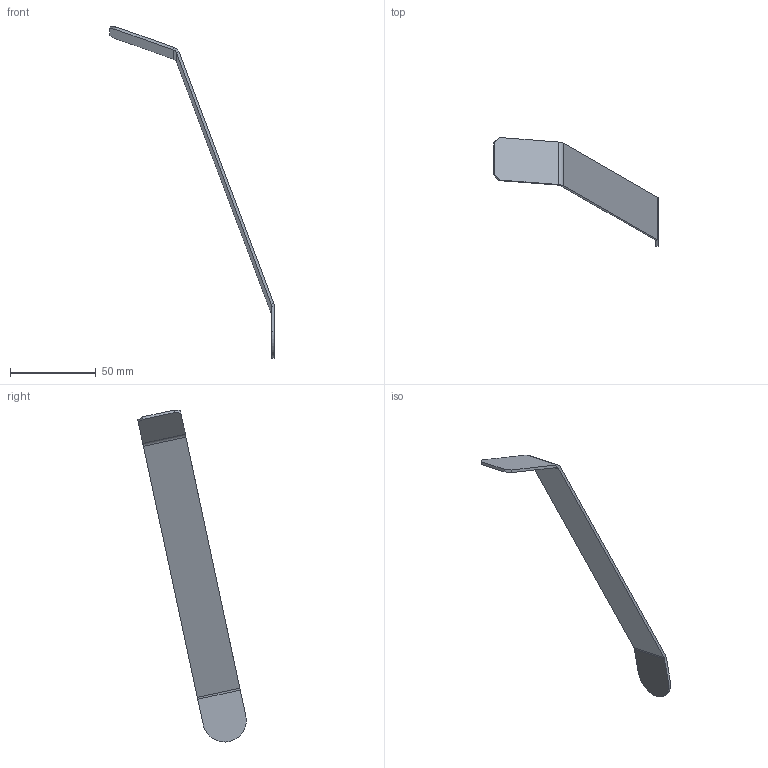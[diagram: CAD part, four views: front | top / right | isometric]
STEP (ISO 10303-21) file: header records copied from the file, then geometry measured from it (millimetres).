
FILE_DESCRIPTION(/* description */ ('STEP AP214'),/* implementation_level */ '2;1');
FILE_NAME(/* name */ '62525c1aecdeb77adb8bb136',/* time_stamp */ '2022-04-10T04:24:58+00:00',/* author */ (''),/* organization */ (''),/* preprocessor_version */ 'ST-DEVELOPER v18.101',/* originating_system */ ' ',/* authorisation */ ' ');
FILE_SCHEMA (('AUTOMOTIVE_DESIGN {1 0 10303 214 3 1 1}'));
Length unit declared in the file: metre
Products named in the file (1): bulkheads3
Bounding box: 96.2 x 63.37 x 193.96 mm (x, y, z)
Volume: 9244.7 mm3; surface area: 12442.1 mm2
Topology: 1 solids, 1 shells, 24 faces, 50 edges, 28 vertices
Faces by surface type: plane 19, cylinder 5
Entity records: 646 total; most frequent: DIRECTION 110, CARTESIAN_POINT 103, ORIENTED_EDGE 100, EDGE_CURVE 50, LINE 40, VECTOR 40, AXIS2_PLACEMENT_3D 35, VERTEX_POINT 28
